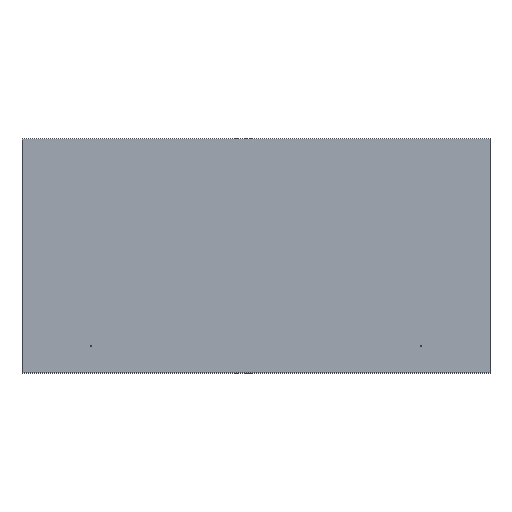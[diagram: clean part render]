
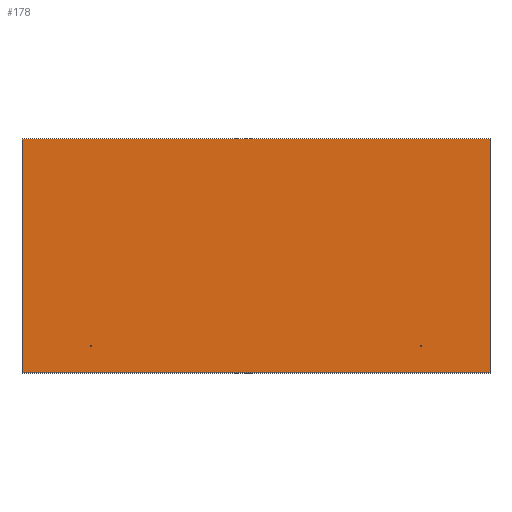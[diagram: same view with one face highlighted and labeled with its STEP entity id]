
A CAD part, top view. The second image highlights one B-rep face of the part: STEP entity #178.
In plain terms, the highlighted planar face has unit normal (0, 0, 1).
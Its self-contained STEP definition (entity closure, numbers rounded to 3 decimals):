
#3 = DIRECTION ( 'NONE',  ( 1., 0., 0. ) ) ;
#8 = CARTESIAN_POINT ( 'NONE',  ( 0., 610., 6. ) ) ;
#14 = EDGE_CURVE ( 'NONE', #108, #60, #18, .T. ) ;
#15 = CARTESIAN_POINT ( 'NONE',  ( 0., 0., 6. ) ) ;
#18 = LINE ( 'NONE', #15, #244 ) ;
#23 = ORIENTED_EDGE ( 'NONE', *, *, #14, .T. ) ;
#24 = DIRECTION ( 'NONE',  ( -1., 0., 0. ) ) ;
#31 = DIRECTION ( 'NONE',  ( 0., 0., 1. ) ) ;
#40 = VERTEX_POINT ( 'NONE', #65 ) ;
#42 = VECTOR ( 'NONE', #24, 1000. ) ;
#56 = CIRCLE ( 'NONE', #297, 2. ) ;
#57 = CARTESIAN_POINT ( 'NONE',  ( -1038., 70., 6. ) ) ;
#60 = VERTEX_POINT ( 'NONE', #236 ) ;
#61 = ORIENTED_EDGE ( 'NONE', *, *, #161, .F. ) ;
#62 = VECTOR ( 'NONE', #160, 1000. ) ;
#65 = CARTESIAN_POINT ( 'NONE',  ( -1220., 0., 6. ) ) ;
#69 = FACE_BOUND ( 'NONE', #150, .T. ) ;
#70 = EDGE_CURVE ( 'NONE', #76, #76, #56, .T. ) ;
#71 = CARTESIAN_POINT ( 'NONE',  ( 0., 0., 6. ) ) ;
#75 = DIRECTION ( 'NONE',  ( -1., 0., 0. ) ) ;
#76 = VERTEX_POINT ( 'NONE', #57 ) ;
#80 = VERTEX_POINT ( 'NONE', #293 ) ;
#108 = VERTEX_POINT ( 'NONE', #136 ) ;
#110 = VERTEX_POINT ( 'NONE', #198 ) ;
#126 = ORIENTED_EDGE ( 'NONE', *, *, #192, .T. ) ;
#133 = ORIENTED_EDGE ( 'NONE', *, *, #301, .T. ) ;
#136 = CARTESIAN_POINT ( 'NONE',  ( 0., 0., 6. ) ) ;
#139 = VECTOR ( 'NONE', #199, 1000. ) ;
#141 = CARTESIAN_POINT ( 'NONE',  ( -180., 70., 6. ) ) ;
#145 = ORIENTED_EDGE ( 'NONE', *, *, #70, .F. ) ;
#150 = EDGE_LOOP ( 'NONE', ( #145 ) ) ;
#160 = DIRECTION ( 'NONE',  ( 1., 0., 0. ) ) ;
#161 = EDGE_CURVE ( 'NONE', #80, #80, #223, .T. ) ;
#165 = PLANE ( 'NONE',  #274 ) ;
#178 = ADVANCED_FACE ( 'NONE', ( #69, #287, #246 ), #165, .T. ) ;
#180 = DIRECTION ( 'NONE',  ( 0., 1., 0. ) ) ;
#183 = EDGE_LOOP ( 'NONE', ( #23, #126, #133, #254 ) ) ;
#188 = CARTESIAN_POINT ( 'NONE',  ( 0., 0., 6. ) ) ;
#192 = EDGE_CURVE ( 'NONE', #60, #110, #268, .T. ) ;
#196 = DIRECTION ( 'NONE',  ( 0., 0., 1. ) ) ;
#198 = CARTESIAN_POINT ( 'NONE',  ( -1220., 610., 6. ) ) ;
#199 = DIRECTION ( 'NONE',  ( 0., -1., 0. ) ) ;
#209 = CARTESIAN_POINT ( 'NONE',  ( -1040., 70., 6. ) ) ;
#222 = AXIS2_PLACEMENT_3D ( 'NONE', #141, #196, #75 ) ;
#223 = CIRCLE ( 'NONE', #222, 2. ) ;
#236 = CARTESIAN_POINT ( 'NONE',  ( 0., 610., 6. ) ) ;
#237 = DIRECTION ( 'NONE',  ( 1., 0., 0. ) ) ;
#244 = VECTOR ( 'NONE', #180, 1000. ) ;
#246 = FACE_OUTER_BOUND ( 'NONE', #183, .T. ) ;
#250 = EDGE_CURVE ( 'NONE', #40, #108, #284, .T. ) ;
#252 = CARTESIAN_POINT ( 'NONE',  ( -1220., 0., 6. ) ) ;
#254 = ORIENTED_EDGE ( 'NONE', *, *, #250, .T. ) ;
#268 = LINE ( 'NONE', #8, #42 ) ;
#271 = LINE ( 'NONE', #252, #139 ) ;
#274 = AXIS2_PLACEMENT_3D ( 'NONE', #188, #31, #3 ) ;
#275 = EDGE_LOOP ( 'NONE', ( #61 ) ) ;
#284 = LINE ( 'NONE', #71, #62 ) ;
#287 = FACE_BOUND ( 'NONE', #275, .T. ) ;
#293 = CARTESIAN_POINT ( 'NONE',  ( -182., 70., 6. ) ) ;
#297 = AXIS2_PLACEMENT_3D ( 'NONE', #209, #303, #237 ) ;
#301 = EDGE_CURVE ( 'NONE', #110, #40, #271, .T. ) ;
#303 = DIRECTION ( 'NONE',  ( 0., 0., 1. ) ) ;
